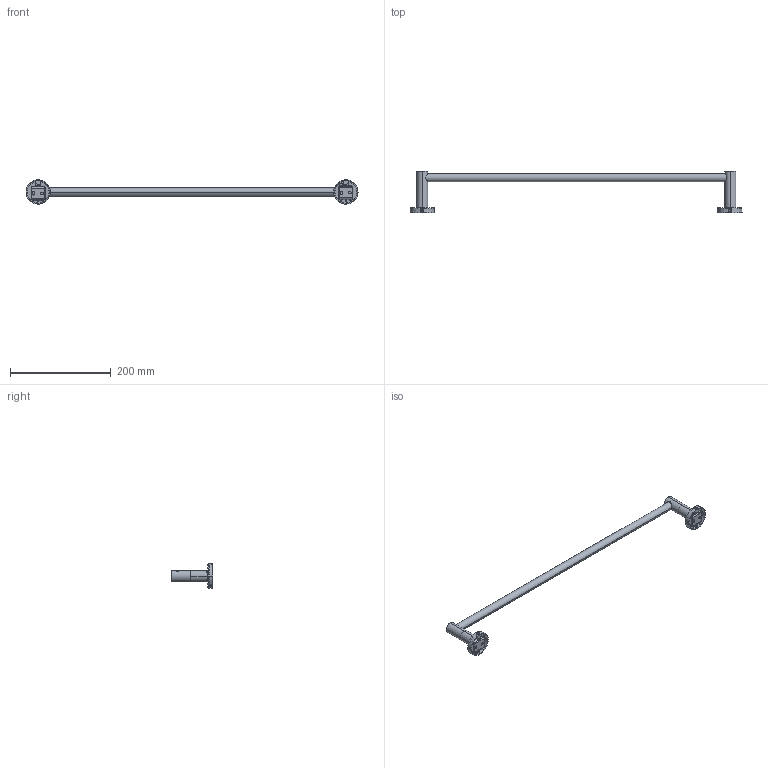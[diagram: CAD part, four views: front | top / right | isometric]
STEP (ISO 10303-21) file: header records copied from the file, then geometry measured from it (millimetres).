
FILE_DESCRIPTION((''),'2;1');
FILE_NAME('82-02_ASM','2015-07-22T',('rsmith'),(''),'PRO/ENGINEER BY PARAMETRIC TECHNOLOGY CORPORATION, 2013150','PRO/ENGINEER BY PARAMETRIC TECHNOLOGY CORPORATION, 2013150','');
FILE_SCHEMA(('CONFIG_CONTROL_DESIGN'));
Length unit declared in the file: millimetre
Products named in the file (8): CCCZ0019; CCKT0030; CCDB0120; CCPB058; CTST0224; CTST0142; CTST1106; 82-02_ASM
Assembly tree (13 placements, depth 2):
  82-02_ASM
    CCCZ0019  x2
    CCKT0030  x2
    CCDB0120  x2
    CCPB058
    CTST0224  x2
    CTST0142  x2
    CTST1106  x2
Bounding box: 658.17 x 83 x 48.17 mm (x, y, z)
Volume: 77965 mm3; surface area: 96982.8 mm2
Topology: 13 solids, 13 shells, 736 faces, 1992 edges, 1286 vertices
Faces by surface type: cylinder 350, plane 174, bspline 88, cone 60, torus 56, sphere 8
Entity records: 22040 total; most frequent: CARTESIAN_POINT 13042, ORIENTED_EDGE 2004, DIRECTION 1627, EDGE_CURVE 1002, VERTEX_POINT 651, AXIS2_PLACEMENT_3D 623, EDGE_LOOP 393, VECTOR 381
